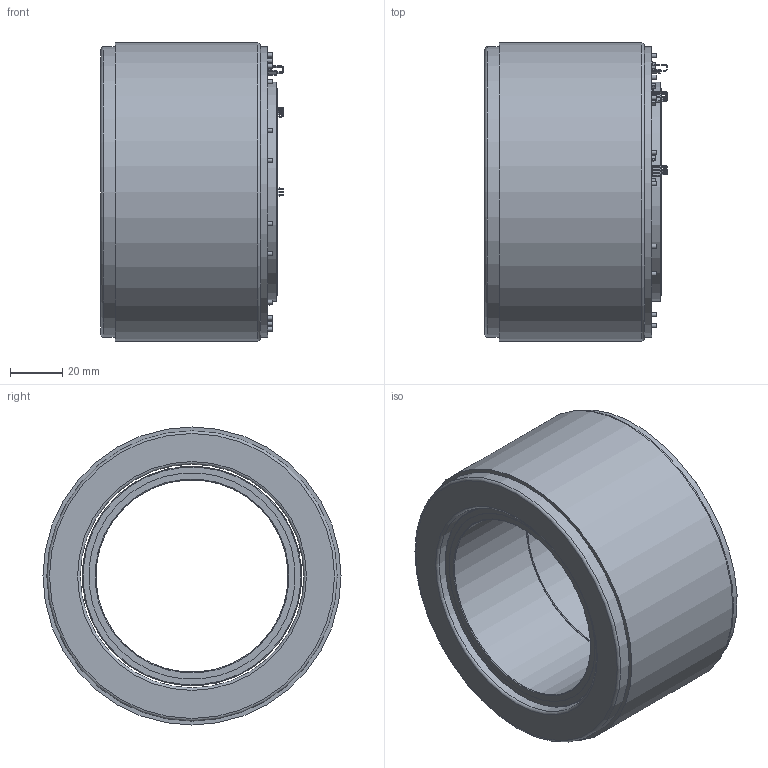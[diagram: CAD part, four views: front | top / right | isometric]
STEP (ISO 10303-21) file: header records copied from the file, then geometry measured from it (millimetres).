
FILE_DESCRIPTION(/* description */ (''),/* implementation_level */ '2;1');
FILE_NAME(/* name */ 'ATD 115x50_CAD.stp',/* time_stamp */ '2019-09-24T13:46:55+05:00',/* author */ ('KuvshinovDA'),/* organization */ (''),/* preprocessor_version */ 'ST-DEVELOPER v17',/* originating_system */ 'Autodesk Inventor 2019',/* authorisation */ '');
FILE_SCHEMA (('AUTOMOTIVE_DESIGN { 1 0 10303 214 3 1 1 }'));
Length unit declared in the file: millimetre
Products named in the file (28): Сборка140; Ротор ATD 115x50; Ротор ATD 115x25; Статор ATD 115x50; Статор 115х50; ATD115-XX.SS.H.TS_3D; Board; DD1; WSON-6; R2; R5; R4; R3; R1; R0603; DA3; DA2; DA1; PG-SSO-3-2; C7; C0603; C6; C4; C3; C2; C1; C5; C0805
Assembly tree (38 placements, depth 5):
  Сборка140
    Ротор ATD 115x50
    Ротор ATD 115x25
    Статор ATD 115x50
      Статор 115х50
      ATD115-XX.SS.H.TS_3D
        Board
        DD1
          WSON-6
        R2
          R0603
        R5
          R0603
        R4
          R0603
        R3
          R0603
        R1
          R0603
        DA3
          PG-SSO-3-2
        DA2
          PG-SSO-3-2
        DA1
          PG-SSO-3-2
        C7
          C0603
        C6
          C0805
        C4
          C0805
        C3
          C0805
        C2
          C0805
        C1
          C0805
        C5
          C0805
Bounding box: 70.11 x 114.6 x 114.6 mm (x, y, z)
Volume: 365727.5 mm3; surface area: 95231.6 mm2
Topology: 20 solids, 20 shells, 1479 faces, 4616 edges, 3267 vertices
Faces by surface type: plane 905, cylinder 562, cone 8, torus 4
Full cylindrical faces by diameter (mm): 0.5 x277, 1.61 x18, 2 x1, 4 x18, 74 x2, 79.4 x4, 84.4 x2, 86 x1, 90 x1, 111.6 x1, 111.8 x1, 114.6 x1
Entity records: 32860 total; most frequent: DIRECTION 5783, CARTESIAN_POINT 5466, ORIENTED_EDGE 5326, EDGE_CURVE 2663, AXIS2_PLACEMENT_3D 2282, VERTEX_POINT 1965, CIRCLE 1444, EDGE_LOOP 1424
